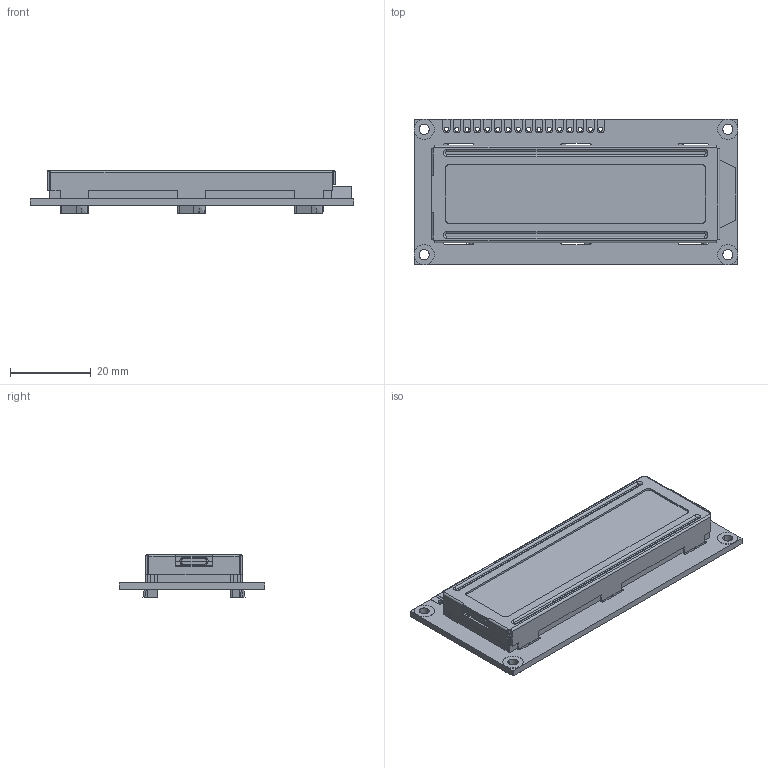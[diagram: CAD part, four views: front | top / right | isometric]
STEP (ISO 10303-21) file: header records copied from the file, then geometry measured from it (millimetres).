
FILE_DESCRIPTION (( 'STEP AP214' ), '1' );
FILE_NAME ('WH1602.STEP', '2018-10-29T09:27:20', ( 'IVVL' ), ( '' ), 'SwSTEP 2.0', 'SolidWorks 2017', '' );
FILE_SCHEMA (( 'AUTOMOTIVE_DESIGN' ));
Length unit declared in the file: millimetre
Products named in the file (6): conductors; LCD; LCDbacklight; metal_casing; LCD_PCB; WH1602
Assembly tree (6 placements, depth 2):
  WH1602
    LCD_PCB
    metal_casing
    LCDbacklight
    LCD
    conductors  x2
Bounding box: 80 x 36 x 10.6 mm (x, y, z)
Volume: 14243.9 mm3; surface area: 24168.4 mm2
Topology: 8 solids, 8 shells, 380 faces, 1006 edges, 648 vertices
Faces by surface type: plane 242, cylinder 103, bspline 24, torus 11
Entity records: 14585 total; most frequent: CARTESIAN_POINT 3065, ORIENTED_EDGE 1940, DIRECTION 1837, EDGE_CURVE 970, LINE 661, VECTOR 661, VERTEX_POINT 624, AXIS2_PLACEMENT_3D 588
